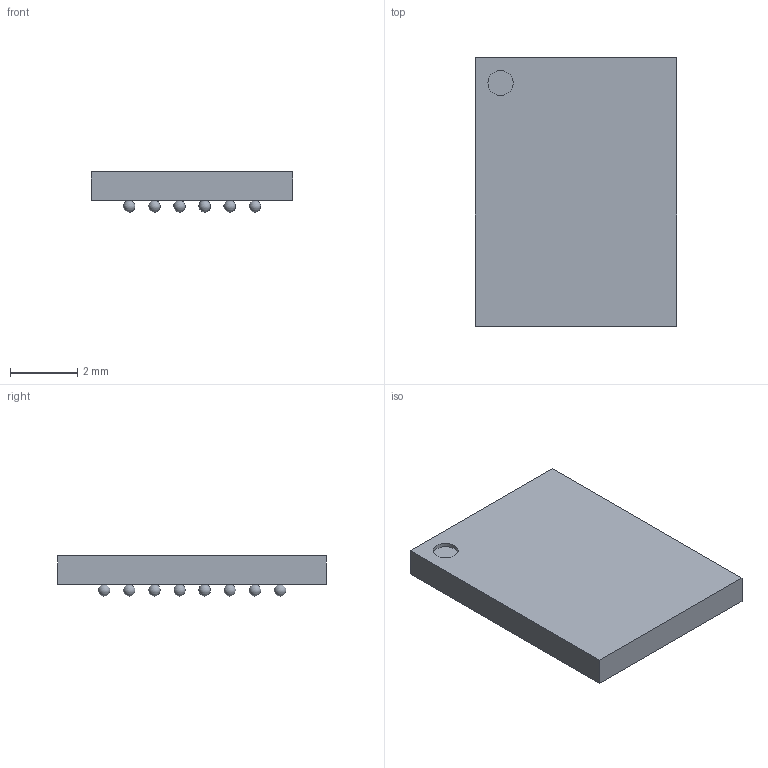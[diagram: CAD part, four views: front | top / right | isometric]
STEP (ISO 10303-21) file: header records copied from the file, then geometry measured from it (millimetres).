
FILE_DESCRIPTION(('FreeCAD Model'),'2;1');
FILE_NAME('1883066.3.1.stp','2022-06-02T08:24:12',( 'Author'),(''),'Open CASCADE STEP processor 6.9','FreeCAD','Unknown' );
FILE_SCHEMA(('AUTOMOTIVE_DESIGN { 1 0 10303 214 1 1 1 1 }'));
Length unit declared in the file: millimetre
Products named in the file (3): ASSEMBLY; Array; Body
Assembly tree (2 placements, depth 2):
  ASSEMBLY
    Array
    Body
Bounding box: 6 x 8 x 1.2 mm (x, y, z)
Volume: 41.8 mm3; surface area: 138.6 mm2
Topology: 49 solids, 49 shells, 56 faces, 159 edges, 106 vertices
Faces by surface type: sphere 48, plane 7, cylinder 1
Full cylindrical faces by diameter (mm): 0.75 x1
Entity records: 1463 total; most frequent: DIRECTION 165, CARTESIAN_POINT 162, AXIS2_PLACEMENT_3D 61, VERTEX_POINT 58, FACE_BOUND 57, ADVANCED_FACE 56, MANIFOLD_SOLID_BREP 49, CLOSED_SHELL 49
